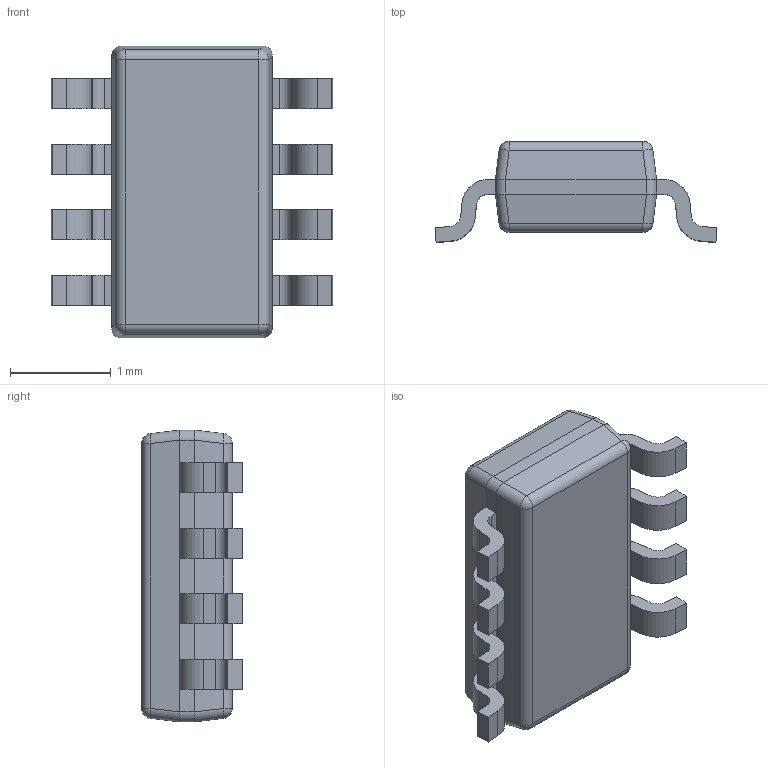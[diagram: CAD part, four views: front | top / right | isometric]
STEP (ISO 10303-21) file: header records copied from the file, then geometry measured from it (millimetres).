
FILE_DESCRIPTION (( 'STEP AP214' ), '1' );
FILE_NAME ('MP2225GJ-Z.STEP', '2023-12-21T10:20:19', ( '' ), ( '' ), 'SwSTEP 2.0', 'SolidWorks 2021', '' );
FILE_SCHEMA (( 'AUTOMOTIVE_DESIGN' ));
Length unit declared in the file: millimetre
Products named in the file (1): MP2225GJ-Z
Bounding box: 2.8 x 1 x 2.9 mm (x, y, z)
Volume: 4.3 mm3; surface area: 23 mm2
Topology: 10 solids, 10 shells, 161 faces, 404 edges, 256 vertices
Faces by surface type: plane 97, cylinder 56, sphere 8
Entity records: 4829 total; most frequent: CARTESIAN_POINT 886, ORIENTED_EDGE 792, DIRECTION 792, EDGE_CURVE 396, LINE 276, VECTOR 276, AXIS2_PLACEMENT_3D 258, VERTEX_POINT 256
